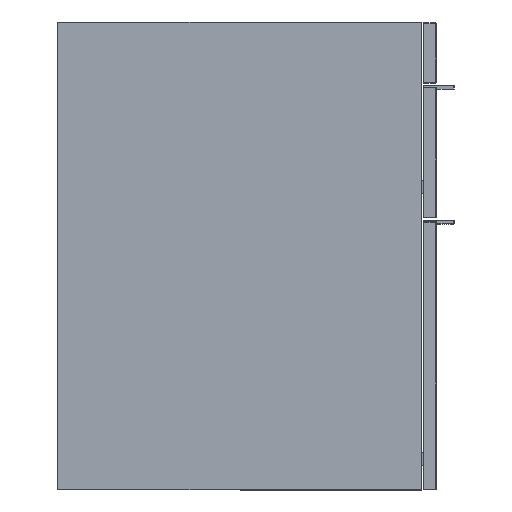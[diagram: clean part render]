
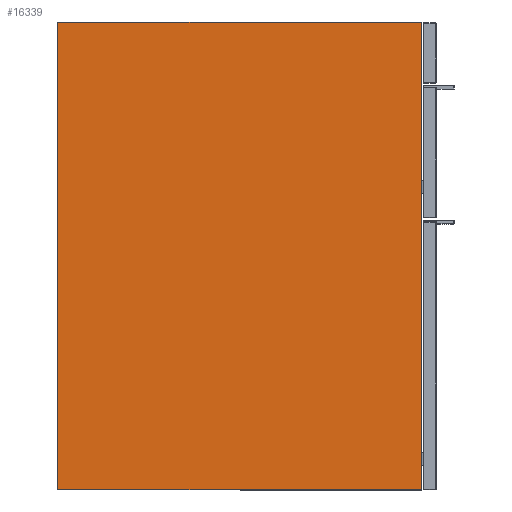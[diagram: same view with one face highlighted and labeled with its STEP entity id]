
A CAD part, left-side view. The second image highlights one B-rep face of the part: STEP entity #16339.
In plain terms, the highlighted planar face has unit normal (-1, 0, 0).
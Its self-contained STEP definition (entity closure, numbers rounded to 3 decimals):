
#15340=CARTESIAN_POINT('',(-2043.65,7733.307,0.));
#15341=VERTEX_POINT('',#15340);
#15348=CARTESIAN_POINT('',(-2043.65,8191.307,0.0));
#15349=VERTEX_POINT('',#15348);
#15350=CARTESIAN_POINT('',(-2043.65,7733.307,0.));
#15351=DIRECTION('',(0.0,1.0,0.0));
#15352=VECTOR('',#15351,458.);
#15353=LINE('',#15350,#15352);
#15354=EDGE_CURVE('',#15341,#15349,#15353,.T.);
#15404=CARTESIAN_POINT('',(-2043.65,7733.307,590.0));
#15405=VERTEX_POINT('',#15404);
#15412=CARTESIAN_POINT('',(-2043.65,7733.307,590.0));
#15413=DIRECTION('',(0.0,0.0,-1.0));
#15414=VECTOR('',#15413,590.0);
#15415=LINE('',#15412,#15414);
#15416=EDGE_CURVE('',#15405,#15341,#15415,.T.);
#16212=CARTESIAN_POINT('',(-2043.65,8191.307,590.0));
#16213=VERTEX_POINT('',#16212);
#16220=CARTESIAN_POINT('',(-2043.65,8191.307,590.0));
#16221=DIRECTION('',(0.0,-1.0,0.0));
#16222=VECTOR('',#16221,458.0);
#16223=LINE('',#16220,#16222);
#16224=EDGE_CURVE('',#16213,#15405,#16223,.T.);
#16243=CARTESIAN_POINT('',(-2043.65,8191.307,0.0));
#16244=DIRECTION('',(0.0,0.0,1.0));
#16245=VECTOR('',#16244,590.0);
#16246=LINE('',#16243,#16245);
#16247=EDGE_CURVE('',#15349,#16213,#16246,.T.);
#16328=CARTESIAN_POINT('',(-2043.65,7962.307,590.001));
#16329=DIRECTION('',(-1.0,0.0,0.0));
#16330=DIRECTION('',(0.0,0.0,1.0));
#16331=AXIS2_PLACEMENT_3D('',#16328,#16329,#16330);
#16332=PLANE('',#16331);
#16333=ORIENTED_EDGE('',*,*,#15416,.F.);
#16334=ORIENTED_EDGE('',*,*,#16224,.F.);
#16335=ORIENTED_EDGE('',*,*,#16247,.F.);
#16336=ORIENTED_EDGE('',*,*,#15354,.F.);
#16337=EDGE_LOOP('',(#16333,#16334,#16335,#16336));
#16338=FACE_OUTER_BOUND('',#16337,.T.);
#16339=ADVANCED_FACE('',(#16338),#16332,.T.);
